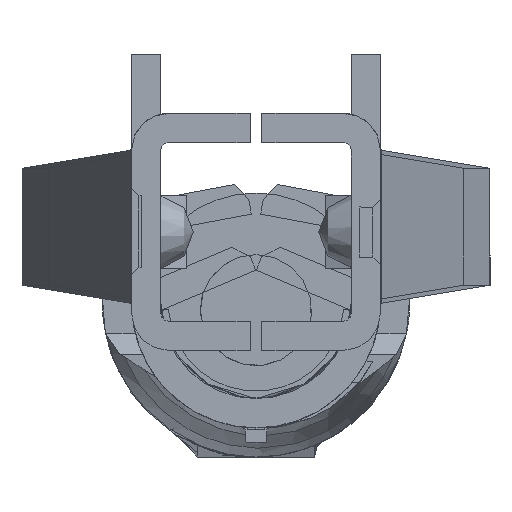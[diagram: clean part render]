
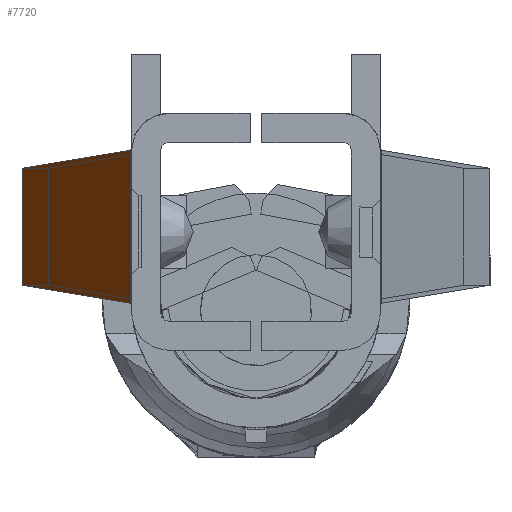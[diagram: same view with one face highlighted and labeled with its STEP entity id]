
A CAD part, left-side view. The second image highlights one B-rep face of the part: STEP entity #7720.
In plain terms, the highlighted face is planar.
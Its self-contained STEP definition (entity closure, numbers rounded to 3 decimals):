
#543=LINE('',#12225,#1253);
#549=LINE('',#12245,#1259);
#552=LINE('',#12251,#1262);
#553=LINE('',#12252,#1263);
#1253=VECTOR('',#9452,1000.);
#1259=VECTOR('',#9472,1000.);
#1262=VECTOR('',#9477,1000.);
#1263=VECTOR('',#9478,1000.);
#1799=PLANE('',#8275);
#2826=ORIENTED_EDGE('',*,*,#4731,.F.);
#2827=ORIENTED_EDGE('',*,*,#4744,.F.);
#2828=ORIENTED_EDGE('',*,*,#4741,.T.);
#2829=ORIENTED_EDGE('',*,*,#4745,.F.);
#4731=EDGE_CURVE('',#5723,#5724,#543,.T.);
#4741=EDGE_CURVE('',#5731,#5732,#549,.T.);
#4744=EDGE_CURVE('',#5731,#5723,#552,.T.);
#4745=EDGE_CURVE('',#5724,#5732,#553,.T.);
#5723=VERTEX_POINT('',#12224);
#5724=VERTEX_POINT('',#12226);
#5731=VERTEX_POINT('',#12246);
#5732=VERTEX_POINT('',#12247);
#6560=EDGE_LOOP('',(#2826,#2827,#2828,#2829));
#7066=FACE_BOUND('',#6560,.T.);
#7720=ADVANCED_FACE('',(#7066),#1799,.F.);
#8275=AXIS2_PLACEMENT_3D('',#12250,#9475,#9476);
#9452=DIRECTION('',(0.,0.,-1.));
#9472=DIRECTION('',(0.,0.,-1.));
#9475=DIRECTION('',(0.894,0.448,0.));
#9476=DIRECTION('',(-0.448,0.894,0.));
#9477=DIRECTION('',(0.446,-0.892,0.074));
#9478=DIRECTION('',(-0.446,0.892,0.074));
#12224=CARTESIAN_POINT('',(-0.855,-9.678,1.898));
#12225=CARTESIAN_POINT('',(-0.855,-9.678,1.9));
#12226=CARTESIAN_POINT('',(-0.855,-9.678,0.852));
#12245=CARTESIAN_POINT('',(-1.6,-8.19,1.9));
#12246=CARTESIAN_POINT('',(-1.6,-8.19,1.775));
#12247=CARTESIAN_POINT('',(-1.6,-8.19,0.975));
#12250=CARTESIAN_POINT('',(-1.6,-8.19,1.9));
#12251=CARTESIAN_POINT('',(-1.6,-8.19,1.775));
#12252=CARTESIAN_POINT('',(-0.845,-9.698,0.85));
